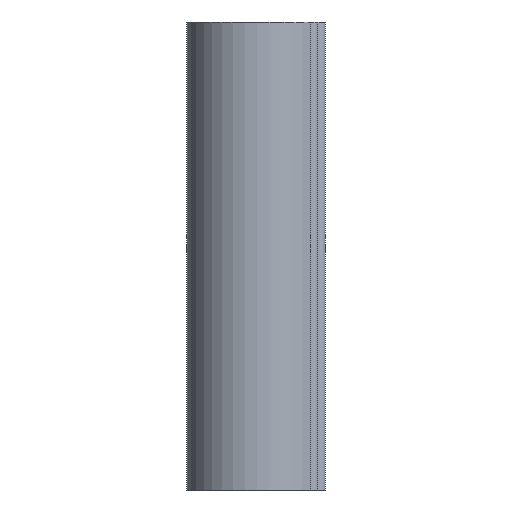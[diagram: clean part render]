
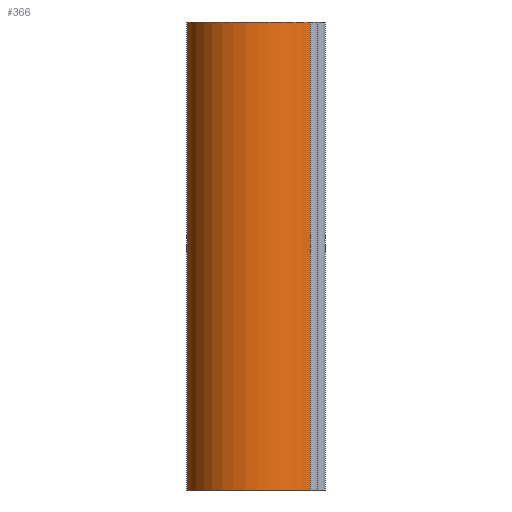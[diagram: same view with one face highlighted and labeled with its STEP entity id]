
A CAD part, left-side view. The second image highlights one B-rep face of the part: STEP entity #366.
In plain terms, the highlighted cylindrical face has radius 15.3 mm (diameter 30.6 mm), a partial arc.
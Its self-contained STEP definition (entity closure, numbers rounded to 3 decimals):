
#30=FACE_OUTER_BOUND('',#52,.T.);
#52=EDGE_LOOP('',(#259,#260,#261,#262));
#77=LINE('',#627,#103);
#78=LINE('',#630,#104);
#103=VECTOR('',#498,1000.);
#104=VECTOR('',#501,1000.);
#131=CIRCLE('',#420,15.3);
#132=CIRCLE('',#421,15.3);
#165=VERTEX_POINT('',#623);
#166=VERTEX_POINT('',#624);
#167=VERTEX_POINT('',#626);
#168=VERTEX_POINT('',#628);
#203=EDGE_CURVE('',#165,#166,#131,.T.);
#204=EDGE_CURVE('',#166,#167,#77,.T.);
#205=EDGE_CURVE('',#168,#167,#132,.T.);
#206=EDGE_CURVE('',#165,#168,#78,.T.);
#259=ORIENTED_EDGE('',*,*,#203,.T.);
#260=ORIENTED_EDGE('',*,*,#204,.T.);
#261=ORIENTED_EDGE('',*,*,#205,.F.);
#262=ORIENTED_EDGE('',*,*,#206,.F.);
#352=CYLINDRICAL_SURFACE('',#419,15.3);
#366=ADVANCED_FACE('',(#30),#352,.T.);
#419=AXIS2_PLACEMENT_3D('',#622,#494,#495);
#420=AXIS2_PLACEMENT_3D('',#625,#496,#497);
#421=AXIS2_PLACEMENT_3D('',#629,#499,#500);
#494=DIRECTION('center_axis',(0.,0.,-1.));
#495=DIRECTION('ref_axis',(-1.,0.,0.));
#496=DIRECTION('center_axis',(0.,0.,-1.));
#497=DIRECTION('ref_axis',(1.,0.,0.));
#498=DIRECTION('',(0.,0.,-1.));
#499=DIRECTION('center_axis',(0.,0.,-1.));
#500=DIRECTION('ref_axis',(1.,0.,0.));
#501=DIRECTION('',(0.,0.,-1.));
#622=CARTESIAN_POINT('Origin',(0.,0.,51.));
#623=CARTESIAN_POINT('',(-9.94,-11.631,51.));
#624=CARTESIAN_POINT('',(-0.254,15.298,51.));
#625=CARTESIAN_POINT('Origin',(0.,0.,51.));
#626=CARTESIAN_POINT('',(-0.254,15.298,-51.));
#627=CARTESIAN_POINT('',(-0.254,15.298,51.));
#628=CARTESIAN_POINT('',(-9.94,-11.631,-51.));
#629=CARTESIAN_POINT('Origin',(0.,0.,-51.));
#630=CARTESIAN_POINT('',(-9.94,-11.631,51.));
